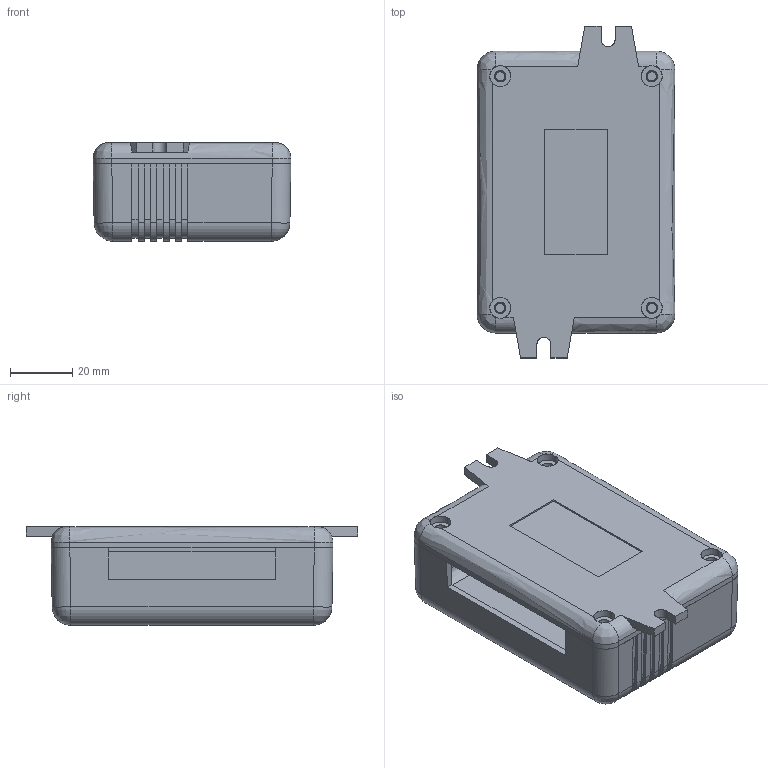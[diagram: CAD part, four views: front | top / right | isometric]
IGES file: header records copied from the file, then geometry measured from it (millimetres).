
Start section: SolidWorks IGES file using analytic representation for surfaces
Global section: file name: KM-54.IGS; native system: SolidWorks 2013; preprocessor: SolidWorks 2013; author: Asus; date: 240221.102742; units: millimetre
Bounding box: 63.47 x 106.5 x 31.6 mm (x, y, z)
Surface area: 42110.6 mm2 (no closed solid volume)
Topology: 0 solids, 0 shells, 247 faces, 3373 edges, 3371 vertices
Faces by surface type: revolution 124, bspline 123
